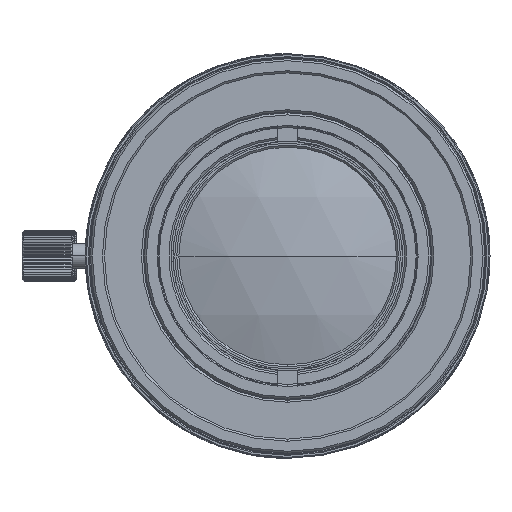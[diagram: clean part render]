
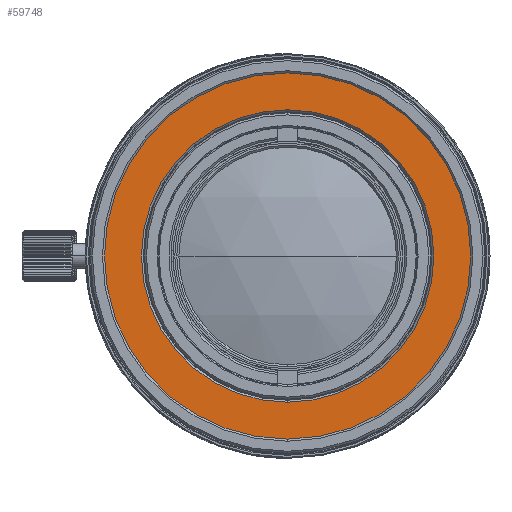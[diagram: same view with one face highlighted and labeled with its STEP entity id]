
A CAD part, left-side view. The second image highlights one B-rep face of the part: STEP entity #59748.
In plain terms, the highlighted face is planar.
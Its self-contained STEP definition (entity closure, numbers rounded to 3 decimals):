
#5263 = CARTESIAN_POINT ( 'NONE',  ( 0., 14.45, 4. ) ) ;
#7006 = FACE_OUTER_BOUND ( 'NONE', #84218, .T. ) ;
#8124 = CARTESIAN_POINT ( 'NONE',  ( 0., 0., 4. ) ) ;
#10844 = DIRECTION ( 'NONE',  ( 0., 0., 1. ) ) ;
#11927 = DIRECTION ( 'NONE',  ( 0., 1., 0. ) ) ;
#14461 = AXIS2_PLACEMENT_3D ( 'NONE', #25640, #109369, #83681 ) ;
#21053 = CIRCLE ( 'NONE', #78108, 14.45 ) ;
#23464 = CIRCLE ( 'NONE', #30569, 14.45 ) ;
#24839 = EDGE_LOOP ( 'NONE', ( #101105, #66718 ) ) ;
#25640 = CARTESIAN_POINT ( 'NONE',  ( 0., 0., 4. ) ) ;
#25886 = CARTESIAN_POINT ( 'NONE',  ( 0., 0., 4. ) ) ;
#27361 = EDGE_CURVE ( 'NONE', #38106, #108532, #39400, .T. ) ;
#30569 = AXIS2_PLACEMENT_3D ( 'NONE', #44331, #10844, #11927 ) ;
#36159 = DIRECTION ( 'NONE',  ( 0., 1., 0. ) ) ;
#38106 = VERTEX_POINT ( 'NONE', #39556 ) ;
#39400 = CIRCLE ( 'NONE', #14461, 18.6 ) ;
#39556 = CARTESIAN_POINT ( 'NONE',  ( 0., -18.6, 4. ) ) ;
#42146 = FACE_BOUND ( 'NONE', #24839, .T. ) ;
#44331 = CARTESIAN_POINT ( 'NONE',  ( 0., 0., 4. ) ) ;
#45103 = DIRECTION ( 'NONE',  ( 0., 0., -1. ) ) ;
#55810 = EDGE_CURVE ( 'NONE', #90921, #97890, #21053, .T. ) ;
#59748 = ADVANCED_FACE ( 'NONE', ( #7006, #42146 ), #65577, .T. ) ;
#65136 = EDGE_CURVE ( 'NONE', #97890, #90921, #23464, .T. ) ;
#65211 = CIRCLE ( 'NONE', #77674, 18.6 ) ;
#65577 = PLANE ( 'NONE',  #96063 ) ;
#66689 = DIRECTION ( 'NONE',  ( 1., 0., 0. ) ) ;
#66718 = ORIENTED_EDGE ( 'NONE', *, *, #65136, .F. ) ;
#68845 = DIRECTION ( 'NONE',  ( 0., 0., 1. ) ) ;
#77674 = AXIS2_PLACEMENT_3D ( 'NONE', #93158, #45103, #36159 ) ;
#77993 = CARTESIAN_POINT ( 'NONE',  ( 0., -14.45, 4. ) ) ;
#78108 = AXIS2_PLACEMENT_3D ( 'NONE', #25886, #68845, #102893 ) ;
#80912 = CARTESIAN_POINT ( 'NONE',  ( 0., 18.6, 4. ) ) ;
#82722 = ORIENTED_EDGE ( 'NONE', *, *, #27361, .F. ) ;
#83433 = DIRECTION ( 'NONE',  ( 0., 0., 1. ) ) ;
#83681 = DIRECTION ( 'NONE',  ( 0., -1., 0. ) ) ;
#84218 = EDGE_LOOP ( 'NONE', ( #82722, #89563 ) ) ;
#87018 = EDGE_CURVE ( 'NONE', #108532, #38106, #65211, .T. ) ;
#89563 = ORIENTED_EDGE ( 'NONE', *, *, #87018, .F. ) ;
#90921 = VERTEX_POINT ( 'NONE', #77993 ) ;
#93158 = CARTESIAN_POINT ( 'NONE',  ( 0., 0., 4. ) ) ;
#96063 = AXIS2_PLACEMENT_3D ( 'NONE', #8124, #83433, #66689 ) ;
#97890 = VERTEX_POINT ( 'NONE', #5263 ) ;
#101105 = ORIENTED_EDGE ( 'NONE', *, *, #55810, .F. ) ;
#102893 = DIRECTION ( 'NONE',  ( 0., -1., 0. ) ) ;
#108532 = VERTEX_POINT ( 'NONE', #80912 ) ;
#109369 = DIRECTION ( 'NONE',  ( 0., 0., -1. ) ) ;
